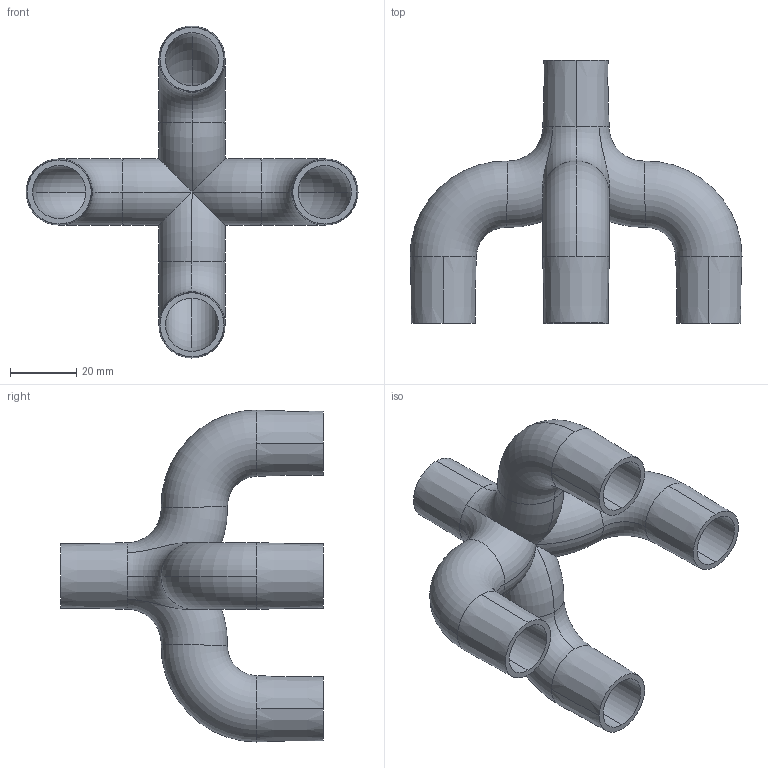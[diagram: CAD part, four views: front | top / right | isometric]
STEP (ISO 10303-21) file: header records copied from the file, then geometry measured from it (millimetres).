
FILE_DESCRIPTION (( 'STEP AP203' ), '1' );
FILE_NAME ('1-4way_splitter_BQ_SW-2018.STEP', '2020-04-23T21:09:23', ( '' ), ( '' ), 'SwSTEP 2.0', 'SolidWorks 2018', '' );
FILE_SCHEMA (( 'CONFIG_CONTROL_DESIGN' ));
Length unit declared in the file: millimetre
Products named in the file (2): 1-4way_splitter_BQ_SW-2018
Bounding box: 100 x 79.14 x 100 mm (x, y, z)
Volume: 31155.5 mm3; surface area: 32579 mm2
Topology: 1 solids, 1 shells, 57 faces, 140 edges, 82 vertices
Faces by surface type: torus 32, cylinder 10, cone 10, plane 5
Entity records: 2207 total; most frequent: CARTESIAN_POINT 619, DIRECTION 362, ORIENTED_EDGE 280, AXIS2_PLACEMENT_3D 171, EDGE_CURVE 140, CIRCLE 112, VERTEX_POINT 82, EDGE_LOOP 62
